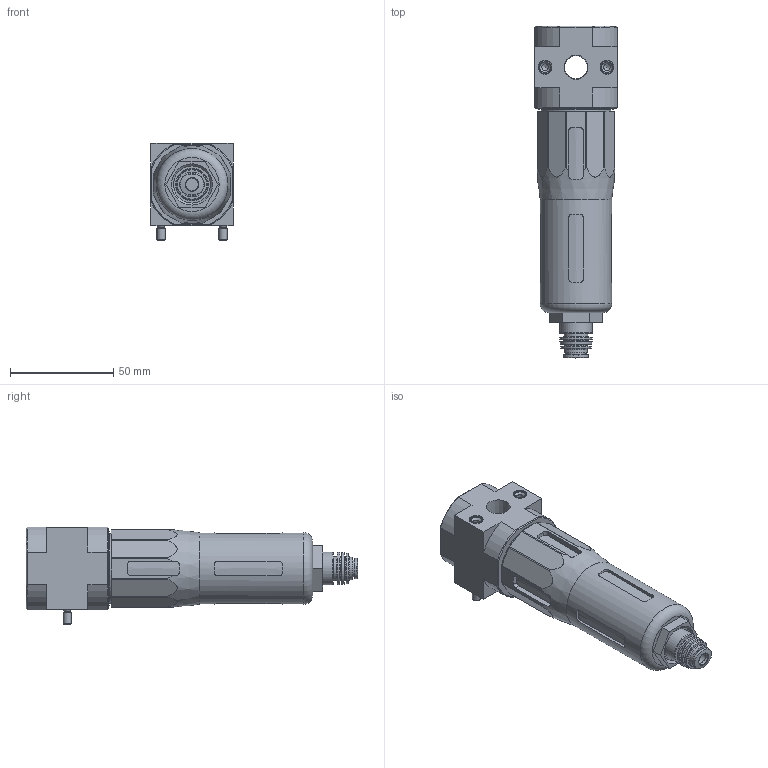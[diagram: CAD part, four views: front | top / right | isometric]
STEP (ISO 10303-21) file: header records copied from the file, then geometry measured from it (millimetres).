
FILE_DESCRIPTION(/* description */ ('STEP AP214'),/* implementation_level */ '2;1');
FILE_NAME(/* name */ '192560_LF-D-5M-MINI-A',/* time_stamp */ '2024-08-29T22:17:38+02:00',/* author */ ('License CC BY-ND 4.0'),/* organization */ ('CADENAS'),/* preprocessor_version */ 'ST-DEVELOPER v19.3',/* originating_system */ 'PARTsolutions',/* authorisation */ ' ');
FILE_SCHEMA (('AUTOMOTIVE_DESIGN {1 0 10303 214 3 1 1}'));
Length unit declared in the file: millimetre
Products named in the file (4): 192560 LF-D-5M-MINI-A; 127302 LF-D-5M-MINI-A; 355622 FRB-D-MINI; 526489 MS4-LFR-V
Assembly tree (4 placements, depth 2):
  192560 LF-D-5M-MINI-A
    127302 LF-D-5M-MINI-A
    355622 FRB-D-MINI  x2
    526489 MS4-LFR-V
Bounding box: 40 x 161.02 x 47.3 mm (x, y, z)
Volume: 156190.2 mm3; surface area: 28479.8 mm2
Topology: 4 solids, 4 shells, 239 faces, 578 edges, 369 vertices
Faces by surface type: plane 100, cylinder 78, cone 36, torus 25
Full cylindrical faces by diameter (mm): 2.9 x2, 3.242 x2, 4 x2, 5.2 x2, 6 x3, 11 x1, 11.4 x1, 11.6 x1, 11.8 x1, 15.8 x1, 15.9 x1, 18 x1, 34.7 x1, 36 x1, 37 x1
Entity records: 8090 total; most frequent: CARTESIAN_POINT 1555, DIRECTION 994, ORIENTED_EDGE 980, EDGE_CURVE 490, AXIS2_PLACEMENT_3D 396, VERTEX_POINT 347, FACE_BOUND 307, EDGE_LOOP 306
